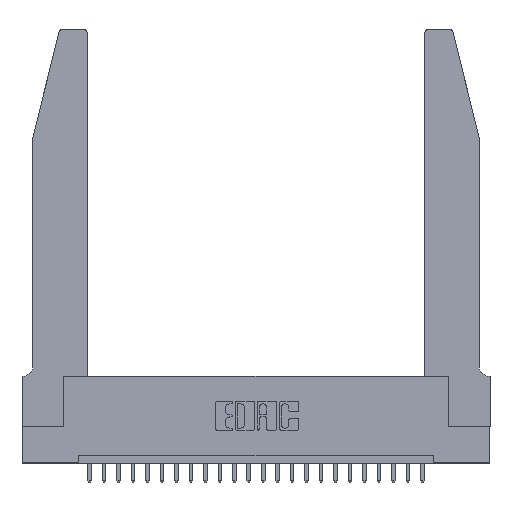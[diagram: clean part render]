
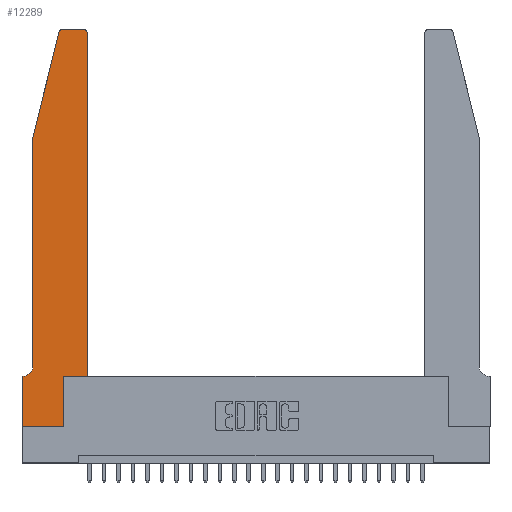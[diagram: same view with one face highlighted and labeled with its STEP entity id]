
A CAD part, top view. The second image highlights one B-rep face of the part: STEP entity #12289.
In plain terms, the highlighted planar face has unit normal (0, 0, 1).
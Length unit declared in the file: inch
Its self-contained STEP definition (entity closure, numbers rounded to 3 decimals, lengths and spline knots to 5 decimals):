
#82 = VECTOR ( 'NONE', #844, 39.37008 ) ;
#460 = CIRCLE ( 'NONE', #14023, 0.03 ) ;
#826 = EDGE_CURVE ( 'NONE', #1918, #2597, #1937, .T. ) ;
#844 = DIRECTION ( 'NONE',  ( 0., 1., 0. ) ) ;
#1250 = CARTESIAN_POINT ( 'NONE',  ( 0.4505, 0.35, 0.37 ) ) ;
#1338 = CARTESIAN_POINT ( 'NONE',  ( 0.0755, 2., 0.37 ) ) ;
#1347 = VECTOR ( 'NONE', #4902, 39.37008 ) ;
#1369 = VECTOR ( 'NONE', #19319, 39.37008 ) ;
#1518 = CIRCLE ( 'NONE', #22763, 0.03 ) ;
#1695 = CARTESIAN_POINT ( 'NONE',  ( 0.4505, 2.72, 0.37 ) ) ;
#1918 = VERTEX_POINT ( 'NONE', #20750 ) ;
#1937 = LINE ( 'NONE', #15235, #22115 ) ;
#2597 = VERTEX_POINT ( 'NONE', #9247 ) ;
#2756 = CARTESIAN_POINT ( 'NONE',  ( 0.0755, 2., 0.37 ) ) ;
#2847 = VERTEX_POINT ( 'NONE', #1695 ) ;
#2940 = DIRECTION ( 'NONE',  ( 1., 0., 0. ) ) ;
#3276 = EDGE_CURVE ( 'NONE', #12823, #7007, #1518, .T. ) ;
#3670 = ORIENTED_EDGE ( 'NONE', *, *, #826, .T. ) ;
#3747 = LINE ( 'NONE', #2756, #1347 ) ;
#3848 = CARTESIAN_POINT ( 'NONE',  ( 0.0755, 0.42, 0.37 ) ) ;
#3980 = ORIENTED_EDGE ( 'NONE', *, *, #3276, .T. ) ;
#4015 = LINE ( 'NONE', #14105, #4622 ) ;
#4300 = CARTESIAN_POINT ( 'NONE',  ( 0.0055, 0.35, 0.37 ) ) ;
#4391 = VERTEX_POINT ( 'NONE', #3848 ) ;
#4622 = VECTOR ( 'NONE', #18492, 39.37008 ) ;
#4754 = ORIENTED_EDGE ( 'NONE', *, *, #12660, .T. ) ;
#4902 = DIRECTION ( 'NONE',  ( 0., -1., 0. ) ) ;
#5255 = DIRECTION ( 'NONE',  ( -0.239, -0.971, 0. ) ) ;
#5283 = LINE ( 'NONE', #22438, #82 ) ;
#5609 = ORIENTED_EDGE ( 'NONE', *, *, #20473, .T. ) ;
#6300 = EDGE_CURVE ( 'NONE', #2847, #17186, #460, .T. ) ;
#6352 = EDGE_CURVE ( 'NONE', #2597, #14397, #19995, .T. ) ;
#6545 = EDGE_CURVE ( 'NONE', #4391, #7568, #13334, .T. ) ;
#6585 = DIRECTION ( 'NONE',  ( -1., 0., 0. ) ) ;
#7007 = VERTEX_POINT ( 'NONE', #17042 ) ;
#7051 = DIRECTION ( 'NONE',  ( 1., 0., 0. ) ) ;
#7288 = CARTESIAN_POINT ( 'NONE',  ( 0.4505, 0.35, 0.37 ) ) ;
#7568 = VERTEX_POINT ( 'NONE', #4300 ) ;
#7899 = FACE_OUTER_BOUND ( 'NONE', #13911, .T. ) ;
#7905 = LINE ( 'NONE', #8656, #20128 ) ;
#8185 = VERTEX_POINT ( 'NONE', #24944 ) ;
#8205 = VERTEX_POINT ( 'NONE', #17188 ) ;
#8381 = EDGE_CURVE ( 'NONE', #14397, #2847, #5283, .T. ) ;
#8580 = ORIENTED_EDGE ( 'NONE', *, *, #6545, .T. ) ;
#8641 = AXIS2_PLACEMENT_3D ( 'NONE', #21345, #13197, #23143 ) ;
#8656 = CARTESIAN_POINT ( 'NONE',  ( 0., 0., 0.37 ) ) ;
#8729 = CARTESIAN_POINT ( 'NONE',  ( 0.0755, 0.35, 0.37 ) ) ;
#8853 = ORIENTED_EDGE ( 'NONE', *, *, #12964, .T. ) ;
#9247 = CARTESIAN_POINT ( 'NONE',  ( 0.2865, 0.35, 0.37 ) ) ;
#9430 = ORIENTED_EDGE ( 'NONE', *, *, #6352, .T. ) ;
#9520 = DIRECTION ( 'NONE',  ( 0., 1., 0. ) ) ;
#10236 = VECTOR ( 'NONE', #7051, 39.37008 ) ;
#10348 = LINE ( 'NONE', #8729, #14953 ) ;
#10918 = PLANE ( 'NONE',  #12344 ) ;
#11092 = CARTESIAN_POINT ( 'NONE',  ( 0., 0.35, 0.37 ) ) ;
#11441 = CARTESIAN_POINT ( 'NONE',  ( 0., 0.35, 0.37 ) ) ;
#12289 = ADVANCED_FACE ( 'NONE', ( #7899 ), #10918, .T. ) ;
#12344 = AXIS2_PLACEMENT_3D ( 'NONE', #11092, #20546, #2940 ) ;
#12589 = DIRECTION ( 'NONE',  ( 1., 0., 0. ) ) ;
#12660 = EDGE_CURVE ( 'NONE', #7007, #8185, #24366, .T. ) ;
#12823 = VERTEX_POINT ( 'NONE', #25245 ) ;
#12964 = EDGE_CURVE ( 'NONE', #8205, #1918, #7905, .T. ) ;
#13197 = DIRECTION ( 'NONE',  ( 0., 0., -1. ) ) ;
#13334 = CIRCLE ( 'NONE', #8641, 0.07 ) ;
#13911 = EDGE_LOOP ( 'NONE', ( #24565, #3980, #4754, #5609, #8580, #24237, #18356, #8853, #3670, #9430, #24144, #15030 ) ) ;
#14023 = AXIS2_PLACEMENT_3D ( 'NONE', #18981, #16988, #16822 ) ;
#14105 = CARTESIAN_POINT ( 'NONE',  ( 0., 0., 0.37 ) ) ;
#14397 = VERTEX_POINT ( 'NONE', #1250 ) ;
#14953 = VECTOR ( 'NONE', #6585, 39.37008 ) ;
#15030 = ORIENTED_EDGE ( 'NONE', *, *, #6300, .T. ) ;
#15206 = EDGE_CURVE ( 'NONE', #15533, #8205, #4015, .T. ) ;
#15235 = CARTESIAN_POINT ( 'NONE',  ( 0.2865, 0.35, 0.37 ) ) ;
#15533 = VERTEX_POINT ( 'NONE', #11441 ) ;
#16238 = CARTESIAN_POINT ( 'NONE',  ( 0.2605, 2.75, 0.37 ) ) ;
#16822 = DIRECTION ( 'NONE',  ( 1., 0., 0. ) ) ;
#16988 = DIRECTION ( 'NONE',  ( 0., 0., 1. ) ) ;
#17042 = CARTESIAN_POINT ( 'NONE',  ( 0.25487, 2.72718, 0.37 ) ) ;
#17186 = VERTEX_POINT ( 'NONE', #23157 ) ;
#17188 = CARTESIAN_POINT ( 'NONE',  ( 0., 0., 0.37 ) ) ;
#17740 = EDGE_CURVE ( 'NONE', #7568, #15533, #10348, .T. ) ;
#18107 = LINE ( 'NONE', #16238, #1369 ) ;
#18356 = ORIENTED_EDGE ( 'NONE', *, *, #15206, .T. ) ;
#18492 = DIRECTION ( 'NONE',  ( 0., -1., 0. ) ) ;
#18981 = CARTESIAN_POINT ( 'NONE',  ( 0.4205, 2.72, 0.37 ) ) ;
#19319 = DIRECTION ( 'NONE',  ( -1., 0., 0. ) ) ;
#19995 = LINE ( 'NONE', #7288, #10236 ) ;
#20128 = VECTOR ( 'NONE', #12589, 39.37008 ) ;
#20197 = EDGE_CURVE ( 'NONE', #17186, #12823, #18107, .T. ) ;
#20473 = EDGE_CURVE ( 'NONE', #8185, #4391, #3747, .T. ) ;
#20546 = DIRECTION ( 'NONE',  ( 0., 0., 1. ) ) ;
#20750 = CARTESIAN_POINT ( 'NONE',  ( 0.2865, 0., 0.37 ) ) ;
#21082 = VECTOR ( 'NONE', #5255, 39.37008 ) ;
#21345 = CARTESIAN_POINT ( 'NONE',  ( 0.0055, 0.42, 0.37 ) ) ;
#22115 = VECTOR ( 'NONE', #9520, 39.37008 ) ;
#22438 = CARTESIAN_POINT ( 'NONE',  ( 0.4505, 0.35, 0.37 ) ) ;
#22708 = CARTESIAN_POINT ( 'NONE',  ( 0.284, 2.72, 0.37 ) ) ;
#22763 = AXIS2_PLACEMENT_3D ( 'NONE', #22708, #24625, #24795 ) ;
#23143 = DIRECTION ( 'NONE',  ( -1., 0., 0. ) ) ;
#23157 = CARTESIAN_POINT ( 'NONE',  ( 0.4205, 2.75, 0.37 ) ) ;
#24144 = ORIENTED_EDGE ( 'NONE', *, *, #8381, .T. ) ;
#24237 = ORIENTED_EDGE ( 'NONE', *, *, #17740, .T. ) ;
#24366 = LINE ( 'NONE', #1338, #21082 ) ;
#24565 = ORIENTED_EDGE ( 'NONE', *, *, #20197, .T. ) ;
#24625 = DIRECTION ( 'NONE',  ( 0., 0., 1. ) ) ;
#24795 = DIRECTION ( 'NONE',  ( 1., 0., 0. ) ) ;
#24944 = CARTESIAN_POINT ( 'NONE',  ( 0.0755, 2., 0.37 ) ) ;
#25245 = CARTESIAN_POINT ( 'NONE',  ( 0.284, 2.75, 0.37 ) ) ;
